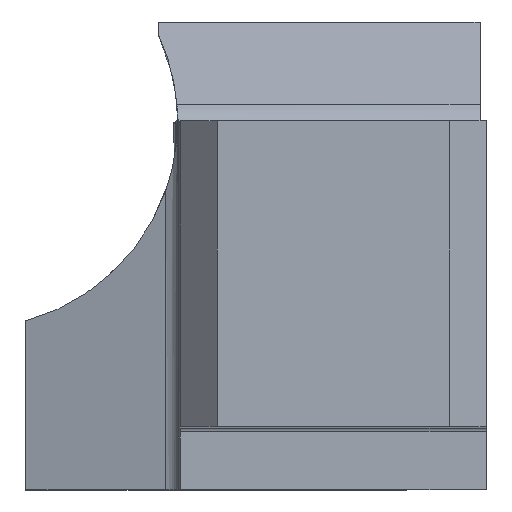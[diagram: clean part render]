
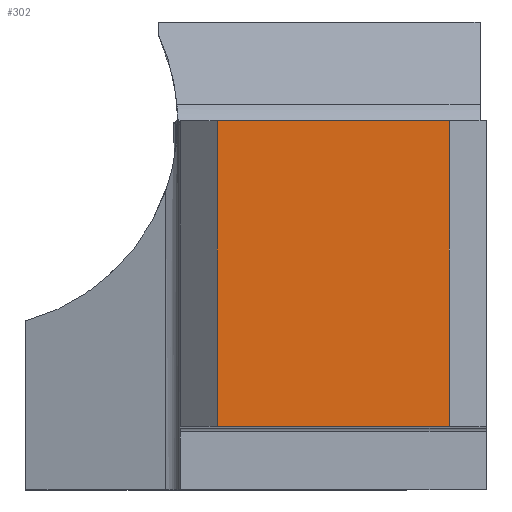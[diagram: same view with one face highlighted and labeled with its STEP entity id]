
A CAD part, top view. The second image highlights one B-rep face of the part: STEP entity #302.
In plain terms, the highlighted planar face has unit normal (0, 0, 1).
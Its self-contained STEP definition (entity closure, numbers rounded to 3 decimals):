
#302=ADVANCED_FACE('CU_BACK_SU1',(#451),#402,.F.);
#402=PLANE('',#1999);
#451=FACE_OUTER_BOUND('',#554,.T.);
#554=EDGE_LOOP('',(#711,#712,#713,#714));
#711=ORIENTED_EDGE('',*,*,#1422,.F.);
#712=ORIENTED_EDGE('',*,*,#1423,.T.);
#713=ORIENTED_EDGE('',*,*,#1424,.T.);
#714=ORIENTED_EDGE('',*,*,#1371,.F.);
#1197=VERTEX_POINT('',#2625);
#1198=VERTEX_POINT('',#2627);
#1240=VERTEX_POINT('',#2774);
#1241=VERTEX_POINT('',#2776);
#1371=EDGE_CURVE('',#1197,#1198,#1644,.T.);
#1422=EDGE_CURVE('',#1240,#1197,#1676,.T.);
#1423=EDGE_CURVE('',#1240,#1241,#1677,.T.);
#1424=EDGE_CURVE('',#1241,#1198,#1678,.T.);
#1644=LINE('',#2626,#1783);
#1676=LINE('',#2773,#1815);
#1677=LINE('',#2775,#1816);
#1678=LINE('',#2777,#1817);
#1783=VECTOR('',#2150,1.);
#1815=VECTOR('',#2226,1.);
#1816=VECTOR('',#2227,1.);
#1817=VECTOR('',#2228,1.);
#1999=AXIS2_PLACEMENT_3D('',#2778,#2229,#2230);
#2150=DIRECTION('',(1.,0.,0.));
#2226=DIRECTION('',(0.,1.,0.));
#2227=DIRECTION('',(1.,0.,0.));
#2228=DIRECTION('',(0.,1.,0.));
#2229=DIRECTION('',(0.,0.,-1.));
#2230=DIRECTION('',(-1.,0.,0.));
#2625=CARTESIAN_POINT('',(-21.925,24.925,0.));
#2626=CARTESIAN_POINT('',(-110.,24.925,0.));
#2627=CARTESIAN_POINT('',(-3.,24.925,0.));
#2773=CARTESIAN_POINT('',(-21.925,0.,0.));
#2774=CARTESIAN_POINT('',(-21.925,0.,0.));
#2775=CARTESIAN_POINT('',(-110.,0.,0.));
#2776=CARTESIAN_POINT('',(-3.,0.,0.));
#2777=CARTESIAN_POINT('',(-3.,0.,0.));
#2778=CARTESIAN_POINT('',(17.746,34.925,0.));
